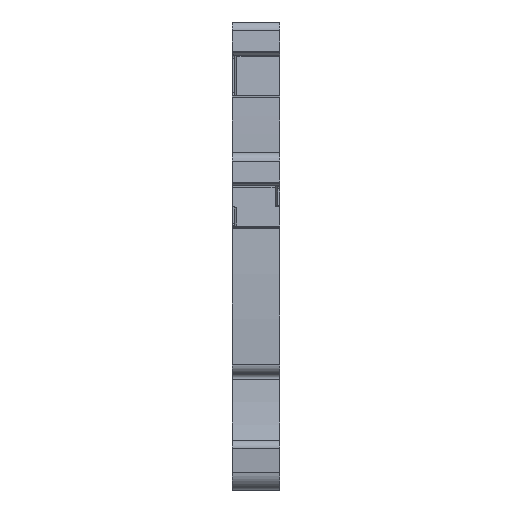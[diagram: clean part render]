
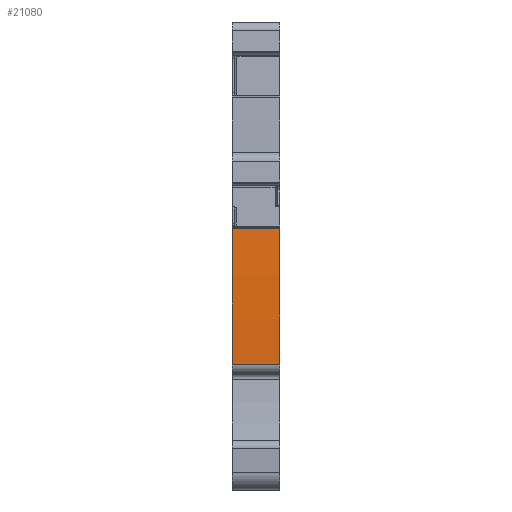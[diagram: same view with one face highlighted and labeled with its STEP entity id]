
A CAD part, front view. The second image highlights one B-rep face of the part: STEP entity #21080.
In plain terms, the highlighted cylindrical face has radius 151.052 mm (diameter 302.104 mm), a partial arc.
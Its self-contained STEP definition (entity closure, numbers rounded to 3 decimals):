
#13078=AXIS2_PLACEMENT_3D('Circle Axis2P3D',#13076,#13077,$) ;
#18646=AXIS2_PLACEMENT_3D('Circle Axis2P3D',#18644,#18645,$) ;
#18653=AXIS2_PLACEMENT_3D('Circle Axis2P3D',#18651,#18652,$) ;
#21061=AXIS2_PLACEMENT_3D('Cylinder Axis2P3D',#21058,#21059,#21060) ;
#13073=CARTESIAN_POINT('Vertex',(0.,1.529,13.426)) ;
#13076=CARTESIAN_POINT('Axis2P3D Location',(0.,152.538,17.05)) ;
#13080=CARTESIAN_POINT('Vertex',(0.,1.887,28.054)) ;
#18641=CARTESIAN_POINT('Vertex',(5.1,1.887,28.054)) ;
#18644=CARTESIAN_POINT('Axis2P3D Location',(5.1,152.538,17.05)) ;
#18648=CARTESIAN_POINT('Vertex',(5.1,1.528,13.45)) ;
#18651=CARTESIAN_POINT('Axis2P3D Location',(5.1,2.529,13.45)) ;
#18655=CARTESIAN_POINT('Vertex',(5.1,1.529,13.426)) ;
#21058=CARTESIAN_POINT('Axis2P3D Location',(2.55,152.538,17.05)) ;
#21063=CARTESIAN_POINT('Line Origine',(2.55,1.887,28.054)) ;
#21068=CARTESIAN_POINT('Line Origine',(2.55,1.529,13.426)) ;
#13077=DIRECTION('Axis2P3D Direction',(1.,0.,0.)) ;
#18645=DIRECTION('Axis2P3D Direction',(1.,0.,0.)) ;
#18652=DIRECTION('Axis2P3D Direction',(1.,0.,0.)) ;
#21059=DIRECTION('Axis2P3D Direction',(1.,0.,0.)) ;
#21060=DIRECTION('Axis2P3D XDirection',(0.,-0.996,0.089)) ;
#21064=DIRECTION('Vector Direction',(1.,0.,0.)) ;
#21069=DIRECTION('Vector Direction',(1.,0.,0.)) ;
#21065=VECTOR('Line Direction',#21064,1.) ;
#21070=VECTOR('Line Direction',#21069,1.) ;
#21074=ORIENTED_EDGE('',*,*,#18657,.F.) ;
#21075=ORIENTED_EDGE('',*,*,#18650,.F.) ;
#21076=ORIENTED_EDGE('',*,*,#21067,.T.) ;
#21077=ORIENTED_EDGE('',*,*,#13082,.T.) ;
#21078=ORIENTED_EDGE('',*,*,#21072,.T.) ;
#21080=ADVANCED_FACE('Hauptk\X2\00F6\X0\rper',(#21079),#21062,.T.) ;
#13079=CIRCLE('generated circle',#13078,151.052) ;
#18647=CIRCLE('generated circle',#18646,151.052) ;
#18654=CIRCLE('generated circle',#18653,1.) ;
#21062=CYLINDRICAL_SURFACE('generated cylinder',#21061,151.052) ;
#13082=EDGE_CURVE('',#13081,#13074,#13079,.T.) ;
#18650=EDGE_CURVE('',#18642,#18649,#18647,.T.) ;
#18657=EDGE_CURVE('',#18649,#18656,#18654,.T.) ;
#21067=EDGE_CURVE('',#18642,#13081,#21066,.F.) ;
#21072=EDGE_CURVE('',#13074,#18656,#21071,.T.) ;
#21073=EDGE_LOOP('',(#21074,#21075,#21076,#21077,#21078)) ;
#21079=FACE_OUTER_BOUND('',#21073,.T.) ;
#21066=LINE('Line',#21063,#21065) ;
#21071=LINE('Line',#21068,#21070) ;
#13074=VERTEX_POINT('',#13073) ;
#13081=VERTEX_POINT('',#13080) ;
#18642=VERTEX_POINT('',#18641) ;
#18649=VERTEX_POINT('',#18648) ;
#18656=VERTEX_POINT('',#18655) ;
